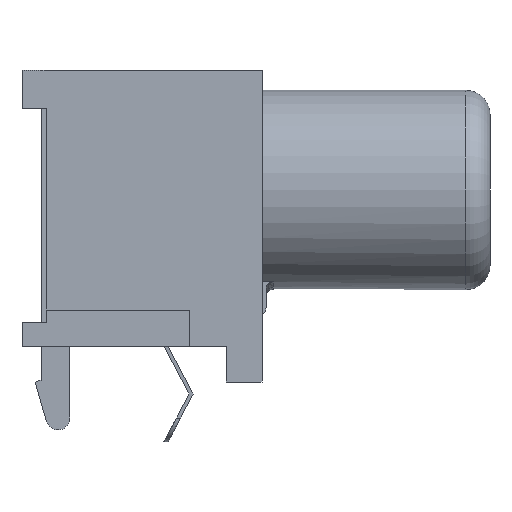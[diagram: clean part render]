
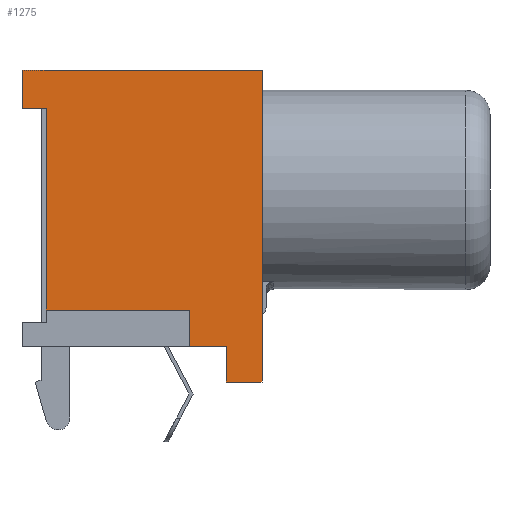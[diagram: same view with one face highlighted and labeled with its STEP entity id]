
A CAD part, left-side view. The second image highlights one B-rep face of the part: STEP entity #1275.
In plain terms, the highlighted planar face has unit normal (-1, 0, 0).
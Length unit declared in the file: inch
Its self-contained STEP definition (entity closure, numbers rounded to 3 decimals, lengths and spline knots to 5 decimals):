
#25=PLANE('',#1367);
#90=FACE_OUTER_BOUND('',#157,.T.);
#157=EDGE_LOOP('',(#930,#931,#932,#933,#934,#935,#936,#937,#938,#939));
#259=LINE('',#1877,#422);
#264=LINE('',#1888,#427);
#265=LINE('',#1890,#428);
#266=LINE('',#1892,#429);
#267=LINE('',#1894,#430);
#268=LINE('',#1896,#431);
#269=LINE('',#1898,#432);
#270=LINE('',#1899,#433);
#271=LINE('',#1901,#434);
#272=LINE('',#1902,#435);
#422=VECTOR('',#1516,39.37008);
#427=VECTOR('',#1523,39.37008);
#428=VECTOR('',#1524,39.37008);
#429=VECTOR('',#1525,39.37008);
#430=VECTOR('',#1526,39.37008);
#431=VECTOR('',#1527,39.37008);
#432=VECTOR('',#1528,39.37008);
#433=VECTOR('',#1529,39.37008);
#434=VECTOR('',#1530,39.37008);
#435=VECTOR('',#1531,39.37008);
#604=VERTEX_POINT('',#1874);
#605=VERTEX_POINT('',#1876);
#609=VERTEX_POINT('',#1886);
#610=VERTEX_POINT('',#1887);
#611=VERTEX_POINT('',#1889);
#612=VERTEX_POINT('',#1891);
#613=VERTEX_POINT('',#1893);
#614=VERTEX_POINT('',#1895);
#615=VERTEX_POINT('',#1897);
#616=VERTEX_POINT('',#1900);
#732=EDGE_CURVE('',#604,#605,#259,.T.);
#737=EDGE_CURVE('',#609,#610,#264,.T.);
#738=EDGE_CURVE('',#609,#611,#265,.T.);
#739=EDGE_CURVE('',#612,#611,#266,.T.);
#740=EDGE_CURVE('',#613,#612,#267,.T.);
#741=EDGE_CURVE('',#614,#613,#268,.T.);
#742=EDGE_CURVE('',#614,#615,#269,.T.);
#743=EDGE_CURVE('',#615,#605,#270,.T.);
#744=EDGE_CURVE('',#604,#616,#271,.T.);
#745=EDGE_CURVE('',#616,#610,#272,.T.);
#930=ORIENTED_EDGE('',*,*,#737,.F.);
#931=ORIENTED_EDGE('',*,*,#738,.T.);
#932=ORIENTED_EDGE('',*,*,#739,.F.);
#933=ORIENTED_EDGE('',*,*,#740,.F.);
#934=ORIENTED_EDGE('',*,*,#741,.F.);
#935=ORIENTED_EDGE('',*,*,#742,.T.);
#936=ORIENTED_EDGE('',*,*,#743,.T.);
#937=ORIENTED_EDGE('',*,*,#732,.F.);
#938=ORIENTED_EDGE('',*,*,#744,.T.);
#939=ORIENTED_EDGE('',*,*,#745,.T.);
#1275=ADVANCED_FACE('',(#90),#25,.F.);
#1367=AXIS2_PLACEMENT_3D('',#1885,#1521,#1522);
#1516=DIRECTION('',(0.,0.,-1.));
#1521=DIRECTION('center_axis',(1.,0.,0.));
#1522=DIRECTION('ref_axis',(0.,1.,0.));
#1523=DIRECTION('',(0.,1.,0.));
#1524=DIRECTION('',(0.,0.,-1.));
#1525=DIRECTION('',(0.,1.,0.));
#1526=DIRECTION('',(0.,0.,1.));
#1527=DIRECTION('',(0.,1.,0.));
#1528=DIRECTION('',(0.,0.,-1.));
#1529=DIRECTION('',(0.,-1.,0.));
#1530=DIRECTION('',(0.,1.,0.));
#1531=DIRECTION('',(0.,0.,-1.));
#1874=CARTESIAN_POINT('',(-0.19685,-0.31496,0.45276));
#1876=CARTESIAN_POINT('',(-0.19685,-0.31496,-0.05906));
#1877=CARTESIAN_POINT('',(-0.19685,-0.31496,0.45276));
#1885=CARTESIAN_POINT('Origin',(-0.19685,-0.31496,0.45276));
#1886=CARTESIAN_POINT('',(-0.19685,0.03937,0.38976));
#1887=CARTESIAN_POINT('',(-0.19685,0.07874,0.38976));
#1888=CARTESIAN_POINT('',(-0.19685,0.03937,0.38976));
#1889=CARTESIAN_POINT('',(-0.19685,0.03937,0.05906));
#1890=CARTESIAN_POINT('',(-0.19685,0.03937,0.25591));
#1891=CARTESIAN_POINT('',(-0.19685,-0.19685,0.05906));
#1892=CARTESIAN_POINT('',(-0.19685,-0.19685,0.05906));
#1893=CARTESIAN_POINT('',(-0.19685,-0.19685,0.));
#1894=CARTESIAN_POINT('',(-0.19685,-0.19685,0.));
#1895=CARTESIAN_POINT('',(-0.19685,-0.25591,0.));
#1896=CARTESIAN_POINT('',(-0.19685,-0.31496,0.));
#1897=CARTESIAN_POINT('',(-0.19685,-0.25591,-0.05906));
#1898=CARTESIAN_POINT('',(-0.19685,-0.25591,0.));
#1899=CARTESIAN_POINT('',(-0.19685,-0.25591,-0.05906));
#1900=CARTESIAN_POINT('',(-0.19685,0.07874,0.45276));
#1901=CARTESIAN_POINT('',(-0.19685,-0.31496,0.45276));
#1902=CARTESIAN_POINT('',(-0.19685,0.07874,0.45276));
